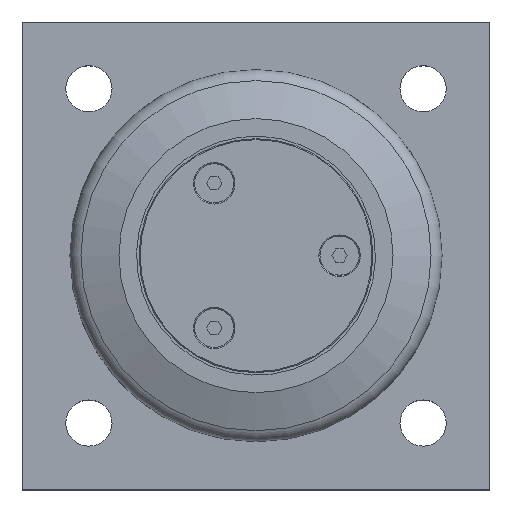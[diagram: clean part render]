
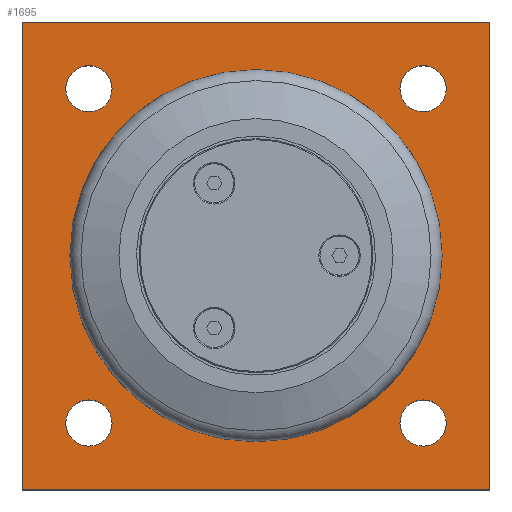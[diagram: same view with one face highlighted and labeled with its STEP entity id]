
A CAD part, top view. The second image highlights one B-rep face of the part: STEP entity #1695.
In plain terms, the highlighted planar face has unit normal (0, 0, 1).
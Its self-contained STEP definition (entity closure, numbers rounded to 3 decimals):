
#72=FACE_BOUND('',#245,.T.);
#73=FACE_BOUND('',#246,.T.);
#74=FACE_BOUND('',#247,.T.);
#75=FACE_BOUND('',#248,.T.);
#76=FACE_BOUND('',#249,.T.);
#103=PLANE('',#1820);
#152=FACE_OUTER_BOUND('',#244,.T.);
#244=EDGE_LOOP('',(#1153,#1154,#1155,#1156));
#245=EDGE_LOOP('',(#1157,#1158));
#246=EDGE_LOOP('',(#1159,#1160));
#247=EDGE_LOOP('',(#1161,#1162));
#248=EDGE_LOOP('',(#1163,#1164));
#249=EDGE_LOOP('',(#1165));
#351=LINE('',#2553,#456);
#354=LINE('',#2558,#459);
#356=LINE('',#2562,#461);
#358=LINE('',#2565,#463);
#456=VECTOR('',#2030,10.);
#459=VECTOR('',#2035,10.);
#461=VECTOR('',#2039,10.);
#463=VECTOR('',#2043,10.);
#565=CIRCLE('',#1808,6.918);
#566=CIRCLE('',#1809,6.918);
#567=CIRCLE('',#1811,6.918);
#568=CIRCLE('',#1812,6.918);
#569=CIRCLE('',#1814,6.918);
#570=CIRCLE('',#1815,6.918);
#571=CIRCLE('',#1817,6.918);
#572=CIRCLE('',#1818,6.918);
#573=CIRCLE('',#1821,35.);
#690=VERTEX_POINT('',#2551);
#691=VERTEX_POINT('',#2552);
#692=VERTEX_POINT('',#2557);
#693=VERTEX_POINT('',#2561);
#694=VERTEX_POINT('',#2567);
#695=VERTEX_POINT('',#2568);
#696=VERTEX_POINT('',#2573);
#697=VERTEX_POINT('',#2574);
#698=VERTEX_POINT('',#2579);
#699=VERTEX_POINT('',#2580);
#700=VERTEX_POINT('',#2585);
#701=VERTEX_POINT('',#2586);
#702=VERTEX_POINT('',#2593);
#867=EDGE_CURVE('',#690,#691,#351,.T.);
#870=EDGE_CURVE('',#692,#690,#354,.T.);
#872=EDGE_CURVE('',#693,#692,#356,.T.);
#874=EDGE_CURVE('',#691,#693,#358,.T.);
#875=EDGE_CURVE('',#694,#695,#565,.T.);
#876=EDGE_CURVE('',#695,#694,#566,.T.);
#878=EDGE_CURVE('',#696,#697,#567,.T.);
#879=EDGE_CURVE('',#697,#696,#568,.T.);
#881=EDGE_CURVE('',#698,#699,#569,.T.);
#882=EDGE_CURVE('',#699,#698,#570,.T.);
#884=EDGE_CURVE('',#700,#701,#571,.T.);
#885=EDGE_CURVE('',#701,#700,#572,.T.);
#888=EDGE_CURVE('',#702,#702,#573,.T.);
#1153=ORIENTED_EDGE('',*,*,#874,.F.);
#1154=ORIENTED_EDGE('',*,*,#867,.F.);
#1155=ORIENTED_EDGE('',*,*,#870,.F.);
#1156=ORIENTED_EDGE('',*,*,#872,.F.);
#1157=ORIENTED_EDGE('',*,*,#875,.T.);
#1158=ORIENTED_EDGE('',*,*,#876,.T.);
#1159=ORIENTED_EDGE('',*,*,#878,.T.);
#1160=ORIENTED_EDGE('',*,*,#879,.T.);
#1161=ORIENTED_EDGE('',*,*,#881,.T.);
#1162=ORIENTED_EDGE('',*,*,#882,.T.);
#1163=ORIENTED_EDGE('',*,*,#884,.T.);
#1164=ORIENTED_EDGE('',*,*,#885,.T.);
#1165=ORIENTED_EDGE('',*,*,#888,.T.);
#1695=ADVANCED_FACE('',(#152,#72,#73,#74,#75,#76),#103,.T.);
#1808=AXIS2_PLACEMENT_3D('',#2569,#2046,#2047);
#1809=AXIS2_PLACEMENT_3D('',#2570,#2048,#2049);
#1811=AXIS2_PLACEMENT_3D('',#2575,#2053,#2054);
#1812=AXIS2_PLACEMENT_3D('',#2576,#2055,#2056);
#1814=AXIS2_PLACEMENT_3D('',#2581,#2060,#2061);
#1815=AXIS2_PLACEMENT_3D('',#2582,#2062,#2063);
#1817=AXIS2_PLACEMENT_3D('',#2587,#2067,#2068);
#1818=AXIS2_PLACEMENT_3D('',#2588,#2069,#2070);
#1820=AXIS2_PLACEMENT_3D('',#2592,#2075,#2076);
#1821=AXIS2_PLACEMENT_3D('',#2594,#2077,#2078);
#2030=DIRECTION('',(-1.,0.,0.));
#2035=DIRECTION('',(0.,-1.,0.));
#2039=DIRECTION('',(1.,0.,0.));
#2043=DIRECTION('',(0.,1.,0.));
#2046=DIRECTION('center_axis',(0.,0.,-1.));
#2047=DIRECTION('ref_axis',(1.,0.,0.));
#2048=DIRECTION('center_axis',(0.,0.,-1.));
#2049=DIRECTION('ref_axis',(1.,0.,0.));
#2053=DIRECTION('center_axis',(0.,0.,-1.));
#2054=DIRECTION('ref_axis',(1.,0.,0.));
#2055=DIRECTION('center_axis',(0.,0.,-1.));
#2056=DIRECTION('ref_axis',(1.,0.,0.));
#2060=DIRECTION('center_axis',(0.,0.,-1.));
#2061=DIRECTION('ref_axis',(1.,0.,0.));
#2062=DIRECTION('center_axis',(0.,0.,-1.));
#2063=DIRECTION('ref_axis',(1.,0.,0.));
#2067=DIRECTION('center_axis',(0.,0.,-1.));
#2068=DIRECTION('ref_axis',(1.,0.,0.));
#2069=DIRECTION('center_axis',(0.,0.,-1.));
#2070=DIRECTION('ref_axis',(1.,0.,0.));
#2075=DIRECTION('center_axis',(0.,0.,1.));
#2076=DIRECTION('ref_axis',(1.,0.,0.));
#2077=DIRECTION('center_axis',(0.,0.,-1.));
#2078=DIRECTION('ref_axis',(0.,-1.,0.));
#2551=CARTESIAN_POINT('',(140.,0.,20.));
#2552=CARTESIAN_POINT('',(0.,0.,20.));
#2553=CARTESIAN_POINT('',(0.,0.,20.));
#2557=CARTESIAN_POINT('',(140.,140.,20.));
#2558=CARTESIAN_POINT('',(140.,0.,20.));
#2561=CARTESIAN_POINT('',(0.,140.,20.));
#2562=CARTESIAN_POINT('',(140.,140.,20.));
#2565=CARTESIAN_POINT('',(0.,140.,20.));
#2567=CARTESIAN_POINT('',(26.917,120.,20.));
#2568=CARTESIAN_POINT('',(13.082,120.,20.));
#2569=CARTESIAN_POINT('Origin',(20.,120.,20.));
#2570=CARTESIAN_POINT('Origin',(20.,120.,20.));
#2573=CARTESIAN_POINT('',(126.918,120.,20.));
#2574=CARTESIAN_POINT('',(113.083,120.,20.));
#2575=CARTESIAN_POINT('Origin',(120.,120.,20.));
#2576=CARTESIAN_POINT('Origin',(120.,120.,20.));
#2579=CARTESIAN_POINT('',(126.918,20.,20.));
#2580=CARTESIAN_POINT('',(113.083,20.,20.));
#2581=CARTESIAN_POINT('Origin',(120.,20.,20.));
#2582=CARTESIAN_POINT('Origin',(120.,20.,20.));
#2585=CARTESIAN_POINT('',(26.917,20.,20.));
#2586=CARTESIAN_POINT('',(13.082,20.,20.));
#2587=CARTESIAN_POINT('Origin',(20.,20.,20.));
#2588=CARTESIAN_POINT('Origin',(20.,20.,20.));
#2592=CARTESIAN_POINT('Origin',(70.,70.,20.));
#2593=CARTESIAN_POINT('',(70.,105.,20.));
#2594=CARTESIAN_POINT('Origin',(70.,70.,20.));
